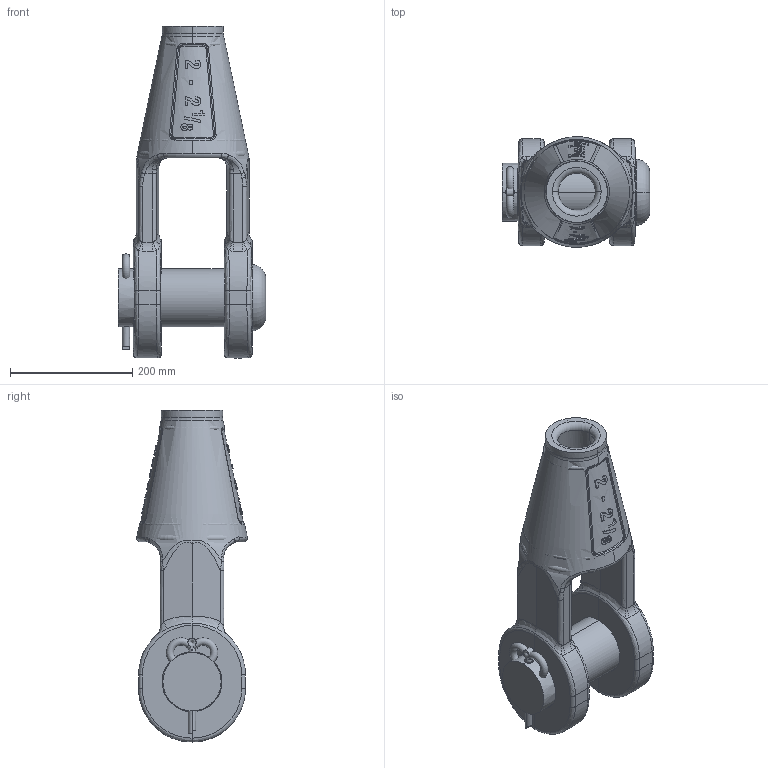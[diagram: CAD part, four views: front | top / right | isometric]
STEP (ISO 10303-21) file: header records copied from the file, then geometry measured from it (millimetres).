
FILE_DESCRIPTION((''),'2;1');
FILE_NAME('CROSBY_416_212_1039851-1039860','2011-08-31T',('Alan Doughty'),('The Crosby Group LLC'),'PRO/ENGINEER BY PARAMETRIC TECHNOLOGY CORPORATION, 2010230','PRO/ENGINEER BY PARAMETRIC TECHNOLOGY CORPORATION, 2010230','');
FILE_SCHEMA(('CONFIG_CONTROL_DESIGN'));
Products named in the file (1): CROSBY_416_212_1039851-1039860
Bounding box: 241.3 x 181.14 x 543.05 mm (x, y, z)
Surface area: 631490.8 mm2 (no closed solid volume)
Topology: 0 solids, 0 shells, 362 faces, 1800 edges, 1783 vertices
Faces by surface type: bspline 331, torus 27, sphere 4
Entity records: 41955 total; most frequent: CARTESIAN_POINT 28992, DEFINITIONAL_REPRESENTATION 1770, PCURVE 1770, COMPOSITE_CURVE_SEGMENT 1770, DIRECTION 1505, B_SPLINE_CURVE_WITH_KNOTS 1456, TRIMMED_CURVE 1199, VECTOR 955
